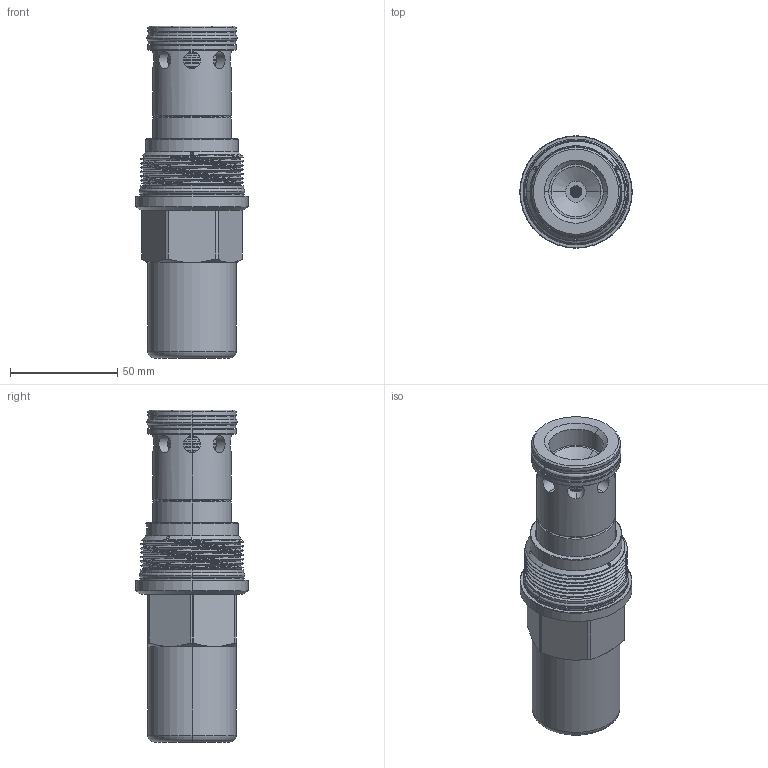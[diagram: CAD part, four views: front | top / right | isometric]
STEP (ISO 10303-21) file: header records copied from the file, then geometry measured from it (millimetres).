
FILE_DESCRIPTION (( 'STEP AP203' ), '1' );
FILE_NAME ('RP18A20-C.STEP', '2016-08-02T03:44:07', ( '' ), ( '' ), 'SwSTEP 2.0', 'SolidWorks 2012', '' );
FILE_SCHEMA (( 'CONFIG_CONTROL_DESIGN' ));
Products named in the file (1): RP18A20-C
Bounding box: 52.37 x 52.37 x 154.65 mm (x, y, z)
Volume: 197856.3 mm3; surface area: 36681.4 mm2
Topology: 6 solids, 7 shells, 727 faces, 2078 edges, 1282 vertices
Faces by surface type: cylinder 604, plane 42, cone 38, torus 36, sphere 4, bspline 3
Entity records: 50666 total; most frequent: CARTESIAN_POINT 32608, ORIENTED_EDGE 4152, DIRECTION 2938, EDGE_CURVE 2076, VERTEX_POINT 1282, AXIS2_PLACEMENT_3D 1187, EDGE_LOOP 1134, B_SPLINE_CURVE_WITH_KNOTS 1021
